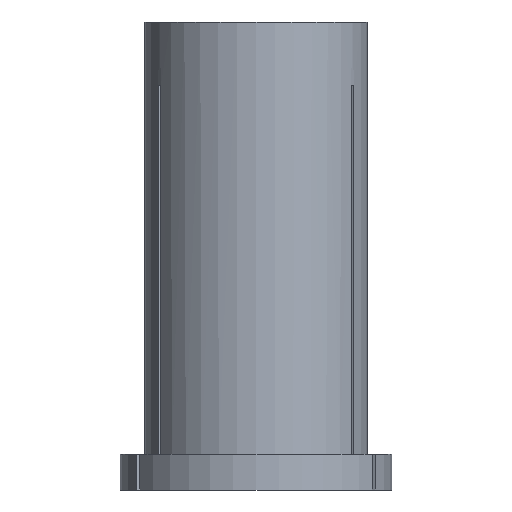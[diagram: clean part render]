
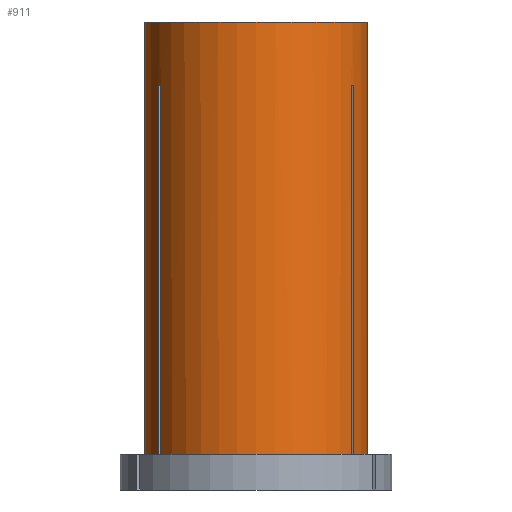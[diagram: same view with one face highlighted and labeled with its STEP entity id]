
A CAD part, front view. The second image highlights one B-rep face of the part: STEP entity #911.
In plain terms, the highlighted cylindrical face has radius 12.5 mm (diameter 25 mm), a partial arc.
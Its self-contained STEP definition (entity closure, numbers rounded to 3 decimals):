
#4 = LINE ( 'NONE', #618, #726 ) ;
#12 = CARTESIAN_POINT ( 'NONE',  ( 0., 0., -48.5 ) ) ;
#16 = CIRCLE ( 'NONE', #918, 12.5 ) ;
#66 = VERTEX_POINT ( 'NONE', #1410 ) ;
#68 = CARTESIAN_POINT ( 'NONE',  ( 10.672, -6.508, 0. ) ) ;
#124 = CARTESIAN_POINT ( 'NONE',  ( -10.672, -6.508, -7.094 ) ) ;
#132 = VERTEX_POINT ( 'NONE', #301 ) ;
#154 = DIRECTION ( 'NONE',  ( 1., 0., 0. ) ) ;
#167 = CARTESIAN_POINT ( 'NONE',  ( 10.972, -5.988, -48.5 ) ) ;
#210 = CARTESIAN_POINT ( 'NONE',  ( 10.924, -6.076, -7.093 ) ) ;
#215 = DIRECTION ( 'NONE',  ( 1., 0., 0. ) ) ;
#247 = DIRECTION ( 'NONE',  ( 0., 0., 1. ) ) ;
#250 = VERTEX_POINT ( 'NONE', #871 ) ;
#251 = EDGE_CURVE ( 'NONE', #1101, #66, #891, .T. ) ;
#256 = ORIENTED_EDGE ( 'NONE', *, *, #1403, .T. ) ;
#267 = AXIS2_PLACEMENT_3D ( 'NONE', #1294, #562, #215 ) ;
#300 = CARTESIAN_POINT ( 'NONE',  ( -10.972, -5.988, -7.094 ) ) ;
#301 = CARTESIAN_POINT ( 'NONE',  ( -10.672, -6.508, -48.5 ) ) ;
#328 = DIRECTION ( 'NONE',  ( 0., 0., 1. ) ) ;
#343 = DIRECTION ( 'NONE',  ( 1., 0., 0. ) ) ;
#372 = AXIS2_PLACEMENT_3D ( 'NONE', #1317, #328, #343 ) ;
#414 = CARTESIAN_POINT ( 'NONE',  ( -12.5, 0., 0. ) ) ;
#422 = EDGE_CURVE ( 'NONE', #132, #1120, #1473, .T. ) ;
#424 = DIRECTION ( 'NONE',  ( 0., 0., 1. ) ) ;
#470 = VERTEX_POINT ( 'NONE', #1091 ) ;
#474 = FACE_OUTER_BOUND ( 'NONE', #847, .T. ) ;
#482 = DIRECTION ( 'NONE',  ( 0., 0., 1. ) ) ;
#491 = EDGE_CURVE ( 'NONE', #686, #976, #630, .T. ) ;
#493 = CYLINDRICAL_SURFACE ( 'NONE', #1053, 12.5 ) ;
#525 = CARTESIAN_POINT ( 'NONE',  ( 0., 0., 0. ) ) ;
#547 = CARTESIAN_POINT ( 'NONE',  ( -10.672, -6.508, -7.094 ) ) ;
#553 = VERTEX_POINT ( 'NONE', #1281 ) ;
#562 = DIRECTION ( 'NONE',  ( 0., 0., 1. ) ) ;
#579 = CARTESIAN_POINT ( 'NONE',  ( -10.972, -5.988, -48.5 ) ) ;
#587 = CARTESIAN_POINT ( 'NONE',  ( 0., 0., 0. ) ) ;
#600 = ORIENTED_EDGE ( 'NONE', *, *, #1420, .T. ) ;
#618 = CARTESIAN_POINT ( 'NONE',  ( -12.5, 0., 0. ) ) ;
#630 = LINE ( 'NONE', #713, #1327 ) ;
#663 = CARTESIAN_POINT ( 'NONE',  ( -10.724, -6.422, -7.093 ) ) ;
#673 = CARTESIAN_POINT ( 'NONE',  ( -10.672, -6.508, 0. ) ) ;
#680 = CARTESIAN_POINT ( 'NONE',  ( -10.827, -6.25, -7.092 ) ) ;
#685 = DIRECTION ( 'NONE',  ( 0., 0., 1. ) ) ;
#686 = VERTEX_POINT ( 'NONE', #579 ) ;
#689 = EDGE_CURVE ( 'NONE', #1418, #707, #4, .T. ) ;
#700 = CARTESIAN_POINT ( 'NONE',  ( -10.924, -6.076, -7.093 ) ) ;
#707 = VERTEX_POINT ( 'NONE', #414 ) ;
#713 = CARTESIAN_POINT ( 'NONE',  ( -10.972, -5.988, 0. ) ) ;
#725 = DIRECTION ( 'NONE',  ( 0., 0., 1. ) ) ;
#726 = VECTOR ( 'NONE', #1048, 1000. ) ;
#728 = EDGE_CURVE ( 'NONE', #1418, #686, #1097, .T. ) ;
#731 = EDGE_CURVE ( 'NONE', #250, #470, #1500, .T. ) ;
#750 = EDGE_CURVE ( 'NONE', #1101, #250, #1291, .T. ) ;
#835 = ORIENTED_EDGE ( 'NONE', *, *, #731, .T. ) ;
#842 = ORIENTED_EDGE ( 'NONE', *, *, #750, .T. ) ;
#847 = EDGE_LOOP ( 'NONE', ( #890, #1427, #1378, #600, #1505, #1076, #256, #1242, #1117, #842, #835, #934 ) ) ;
#853 = CARTESIAN_POINT ( 'NONE',  ( 10.672, -6.508, -7.094 ) ) ;
#861 = VERTEX_POINT ( 'NONE', #853 ) ;
#868 = DIRECTION ( 'NONE',  ( 1., 0., 0. ) ) ;
#871 = CARTESIAN_POINT ( 'NONE',  ( 12.5, 0., -48.5 ) ) ;
#890 = ORIENTED_EDGE ( 'NONE', *, *, #689, .F. ) ;
#891 = LINE ( 'NONE', #1275, #1020 ) ;
#911 = ADVANCED_FACE ( 'NONE', ( #474 ), #493, .T. ) ;
#914 = B_SPLINE_CURVE_WITH_KNOTS ( 'NONE', 3,
 ( #939, #1010, #1353, #210, #1227 ),
 .UNSPECIFIED., .F., .F.,
 ( 4, 1, 4 ),
 ( 0.074, 0.074, 0.075 ),
 .UNSPECIFIED. ) ;
#918 = AXIS2_PLACEMENT_3D ( 'NONE', #525, #247, #1094 ) ;
#919 = AXIS2_PLACEMENT_3D ( 'NONE', #12, #424, #154 ) ;
#934 = ORIENTED_EDGE ( 'NONE', *, *, #1136, .F. ) ;
#939 = CARTESIAN_POINT ( 'NONE',  ( 10.672, -6.508, -7.094 ) ) ;
#976 = VERTEX_POINT ( 'NONE', #1293 ) ;
#1010 = CARTESIAN_POINT ( 'NONE',  ( 10.724, -6.423, -7.093 ) ) ;
#1020 = VECTOR ( 'NONE', #725, 1000. ) ;
#1048 = DIRECTION ( 'NONE',  ( 0., 0., 1. ) ) ;
#1053 = AXIS2_PLACEMENT_3D ( 'NONE', #587, #685, #868 ) ;
#1076 = ORIENTED_EDGE ( 'NONE', *, *, #1453, .T. ) ;
#1081 = VECTOR ( 'NONE', #482, 1000. ) ;
#1091 = CARTESIAN_POINT ( 'NONE',  ( 12.5, 0., 0. ) ) ;
#1094 = DIRECTION ( 'NONE',  ( 1., 0., 0. ) ) ;
#1097 = CIRCLE ( 'NONE', #919, 12.5 ) ;
#1101 = VERTEX_POINT ( 'NONE', #167 ) ;
#1117 = ORIENTED_EDGE ( 'NONE', *, *, #251, .F. ) ;
#1120 = VERTEX_POINT ( 'NONE', #124 ) ;
#1125 = CARTESIAN_POINT ( 'NONE',  ( 12.5, 0., 0. ) ) ;
#1136 = EDGE_CURVE ( 'NONE', #707, #470, #16, .T. ) ;
#1152 = DIRECTION ( 'NONE',  ( 0., 0., 1. ) ) ;
#1186 = B_SPLINE_CURVE_WITH_KNOTS ( 'NONE', 3,
 ( #300, #700, #680, #663, #547 ),
 .UNSPECIFIED., .F., .F.,
 ( 4, 1, 4 ),
 ( 0.068, 0.068, 0.068 ),
 .UNSPECIFIED. ) ;
#1187 = VECTOR ( 'NONE', #1152, 1000. ) ;
#1227 = CARTESIAN_POINT ( 'NONE',  ( 10.972, -5.988, -7.094 ) ) ;
#1234 = VECTOR ( 'NONE', #1352, 1000. ) ;
#1242 = ORIENTED_EDGE ( 'NONE', *, *, #1345, .T. ) ;
#1245 = CARTESIAN_POINT ( 'NONE',  ( -12.5, 0., -48.5 ) ) ;
#1255 = CIRCLE ( 'NONE', #267, 12.5 ) ;
#1275 = CARTESIAN_POINT ( 'NONE',  ( 10.972, -5.988, 0. ) ) ;
#1281 = CARTESIAN_POINT ( 'NONE',  ( 10.672, -6.508, -48.5 ) ) ;
#1286 = DIRECTION ( 'NONE',  ( 0., 0., 1. ) ) ;
#1291 = CIRCLE ( 'NONE', #372, 12.5 ) ;
#1293 = CARTESIAN_POINT ( 'NONE',  ( -10.972, -5.988, -7.094 ) ) ;
#1294 = CARTESIAN_POINT ( 'NONE',  ( 0., 0., -48.5 ) ) ;
#1317 = CARTESIAN_POINT ( 'NONE',  ( 0., 0., -48.5 ) ) ;
#1327 = VECTOR ( 'NONE', #1286, 1000. ) ;
#1345 = EDGE_CURVE ( 'NONE', #861, #66, #914, .T. ) ;
#1352 = DIRECTION ( 'NONE',  ( 0., 0., 1. ) ) ;
#1353 = CARTESIAN_POINT ( 'NONE',  ( 10.826, -6.251, -7.092 ) ) ;
#1378 = ORIENTED_EDGE ( 'NONE', *, *, #491, .T. ) ;
#1403 = EDGE_CURVE ( 'NONE', #553, #861, #1445, .T. ) ;
#1410 = CARTESIAN_POINT ( 'NONE',  ( 10.972, -5.988, -7.094 ) ) ;
#1418 = VERTEX_POINT ( 'NONE', #1245 ) ;
#1420 = EDGE_CURVE ( 'NONE', #976, #1120, #1186, .T. ) ;
#1427 = ORIENTED_EDGE ( 'NONE', *, *, #728, .T. ) ;
#1445 = LINE ( 'NONE', #68, #1234 ) ;
#1453 = EDGE_CURVE ( 'NONE', #132, #553, #1255, .T. ) ;
#1473 = LINE ( 'NONE', #673, #1187 ) ;
#1500 = LINE ( 'NONE', #1125, #1081 ) ;
#1505 = ORIENTED_EDGE ( 'NONE', *, *, #422, .F. ) ;
